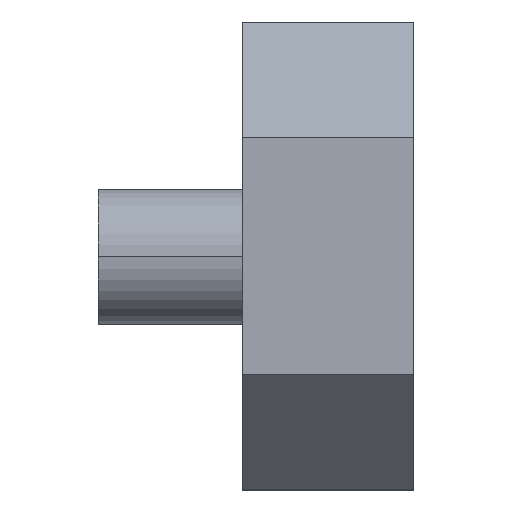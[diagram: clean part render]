
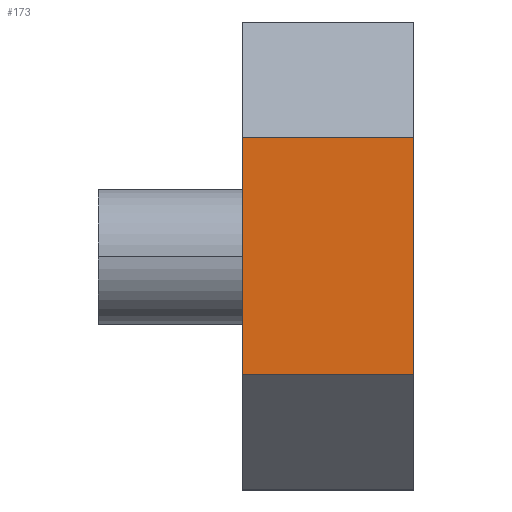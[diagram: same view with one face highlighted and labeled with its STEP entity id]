
A CAD part, top view. The second image highlights one B-rep face of the part: STEP entity #173.
In plain terms, the highlighted planar face has unit normal (0, 0, 1).
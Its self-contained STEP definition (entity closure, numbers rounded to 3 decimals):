
#1 = CARTESIAN_POINT ( 'NONE',  ( 0., -6.9, 6.9 ) ) ;
#20 = VECTOR ( 'NONE', #44, 1000. ) ;
#44 = DIRECTION ( 'NONE',  ( 1., 0., 0. ) ) ;
#59 = ORIENTED_EDGE ( 'NONE', *, *, #356, .T. ) ;
#85 = LINE ( 'NONE', #903, #902 ) ;
#92 = DIRECTION ( 'NONE',  ( -1., 0., 0. ) ) ;
#93 = ORIENTED_EDGE ( 'NONE', *, *, #499, .F. ) ;
#173 = ADVANCED_FACE ( 'NONE', ( #254 ), #703, .F. ) ;
#200 = LINE ( 'NONE', #815, #20 ) ;
#254 = FACE_OUTER_BOUND ( 'NONE', #539, .T. ) ;
#288 = CARTESIAN_POINT ( 'NONE',  ( 0., -3.5, 6.9 ) ) ;
#296 = DIRECTION ( 'NONE',  ( 0., -1., 0. ) ) ;
#302 = ORIENTED_EDGE ( 'NONE', *, *, #949, .T. ) ;
#321 = DIRECTION ( 'NONE',  ( -1., 0., 0. ) ) ;
#324 = DIRECTION ( 'NONE',  ( 0., 0., -1. ) ) ;
#356 = EDGE_CURVE ( 'NONE', #435, #987, #200, .T. ) ;
#374 = VERTEX_POINT ( 'NONE', #962 ) ;
#399 = CARTESIAN_POINT ( 'NONE',  ( 3.2, 3.5, 6.9 ) ) ;
#435 = VERTEX_POINT ( 'NONE', #288 ) ;
#441 = DIRECTION ( 'NONE',  ( 0., -1., 0. ) ) ;
#471 = LINE ( 'NONE', #399, #761 ) ;
#482 = EDGE_CURVE ( 'NONE', #374, #435, #774, .T. ) ;
#499 = EDGE_CURVE ( 'NONE', #766, #987, #85, .T. ) ;
#510 = CARTESIAN_POINT ( 'NONE',  ( 5.05, 3.5, 6.9 ) ) ;
#539 = EDGE_LOOP ( 'NONE', ( #876, #59, #93, #302 ) ) ;
#629 = CARTESIAN_POINT ( 'NONE',  ( 5.05, -3.5, 6.9 ) ) ;
#703 = PLANE ( 'NONE',  #807 ) ;
#720 = CARTESIAN_POINT ( 'NONE',  ( 3.2, -6.9, 6.9 ) ) ;
#761 = VECTOR ( 'NONE', #321, 1000. ) ;
#766 = VERTEX_POINT ( 'NONE', #510 ) ;
#774 = LINE ( 'NONE', #1, #874 ) ;
#807 = AXIS2_PLACEMENT_3D ( 'NONE', #720, #324, #92 ) ;
#815 = CARTESIAN_POINT ( 'NONE',  ( 3.2, -3.5, 6.9 ) ) ;
#874 = VECTOR ( 'NONE', #296, 1000. ) ;
#876 = ORIENTED_EDGE ( 'NONE', *, *, #482, .T. ) ;
#902 = VECTOR ( 'NONE', #441, 1000. ) ;
#903 = CARTESIAN_POINT ( 'NONE',  ( 5.05, 0., 6.9 ) ) ;
#949 = EDGE_CURVE ( 'NONE', #766, #374, #471, .T. ) ;
#962 = CARTESIAN_POINT ( 'NONE',  ( 0., 3.5, 6.9 ) ) ;
#987 = VERTEX_POINT ( 'NONE', #629 ) ;
